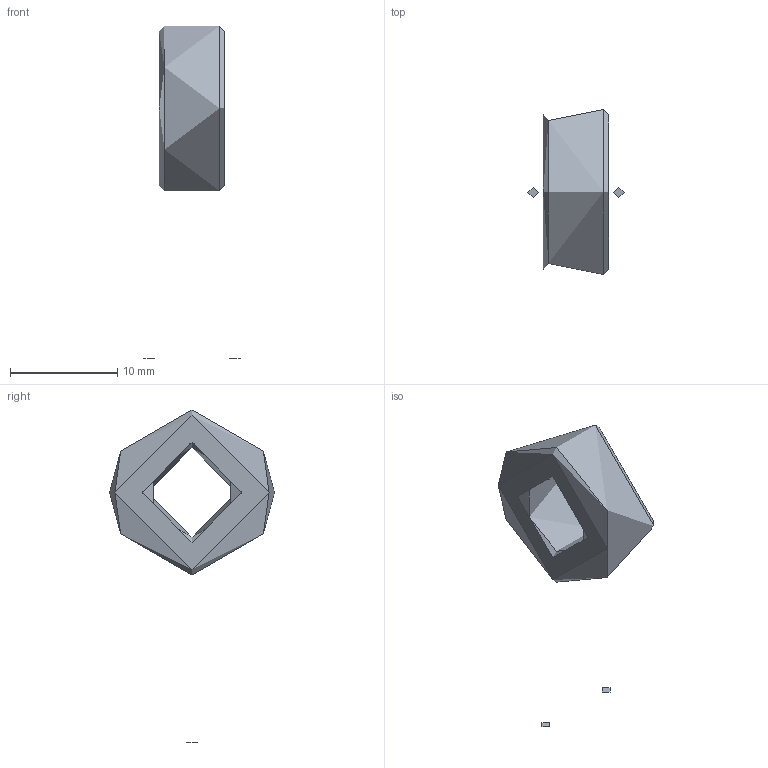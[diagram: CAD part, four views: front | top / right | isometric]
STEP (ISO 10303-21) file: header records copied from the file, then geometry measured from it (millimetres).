
FILE_DESCRIPTION(('STEP AP214'),'1');
FILE_NAME('L_Wurth_WE-FI_7447017.step','2025-04-03T03:25:11',(' '),('ANSOFT Corporation'),'Spatial InterOp 3D',' ',' ');
FILE_SCHEMA(('AUTOMOTIVE_DESIGN { 1 0 10303 214 1 1 1 1 }'));
Length unit declared in the file: millimetre
Products named in the file (1): core
Bounding box: 9 x 15.4 x 31.01 mm (x, y, z)
Volume: 922.4 mm3; surface area: 856.1 mm2
Topology: 2 solids, 2 shells, 169 faces, 176 edges, 170 vertices
Faces by surface type: cylinder 81, torus 43, bspline 41, plane 4
Full cylindrical faces by diameter (mm): 1 x79, 8.33 x1, 15.4 x1
Entity records: 9730 total; most frequent: CARTESIAN_POINT 5836, DIRECTION 436, EDGE_LOOP 336, ORIENTED_EDGE 336, FACE_OUTER_BOUND 334, AXIS2_PLACEMENT_3D 218, STYLED_ITEM 171, PRESENTATION_STYLE_ASSIGNMENT 171
